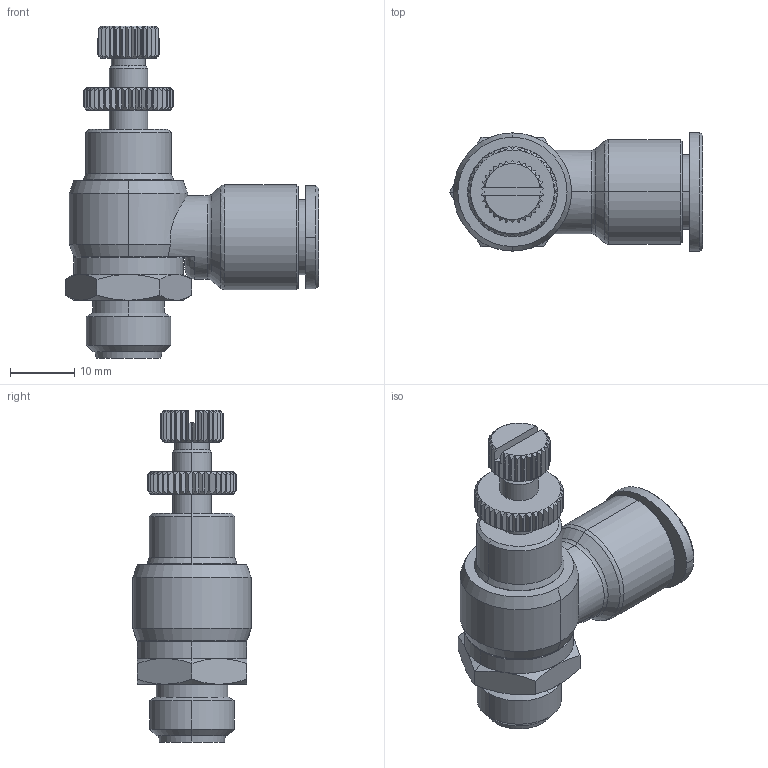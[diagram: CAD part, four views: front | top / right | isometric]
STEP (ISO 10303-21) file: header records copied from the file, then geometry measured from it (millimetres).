
FILE_DESCRIPTION (( 'STEP AP214' ), '1' );
FILE_NAME ('NSE10-G02_IN.STEP', '2015-10-28T12:30:32', ( '' ), ( '' ), 'SwSTEP 2.0', 'SolidWorks 2015', '' );
FILE_SCHEMA (( 'AUTOMOTIVE_DESIGN' ));
Length unit declared in the file: millimetre
Products named in the file (2): ｦ+ﾃｦ1_1; NSE10-G02_IN
Assembly tree (1 placements, depth 2):
  NSE10-G02_IN
    ｦ+ﾃｦ1_1
Bounding box: 39.41 x 18.5 x 51.7 mm (x, y, z)
Volume: 10140.5 mm3; surface area: 5520.7 mm2
Topology: 1 solids, 1 shells, 826 faces, 2192 edges, 1392 vertices
Faces by surface type: plane 543, cylinder 139, cone 125, bspline 17, torus 2
Entity records: 28001 total; most frequent: CARTESIAN_POINT 7537, ORIENTED_EDGE 4384, DIRECTION 3760, EDGE_CURVE 2192, LINE 1436, VECTOR 1436, VERTEX_POINT 1392, AXIS2_PLACEMENT_3D 1162
